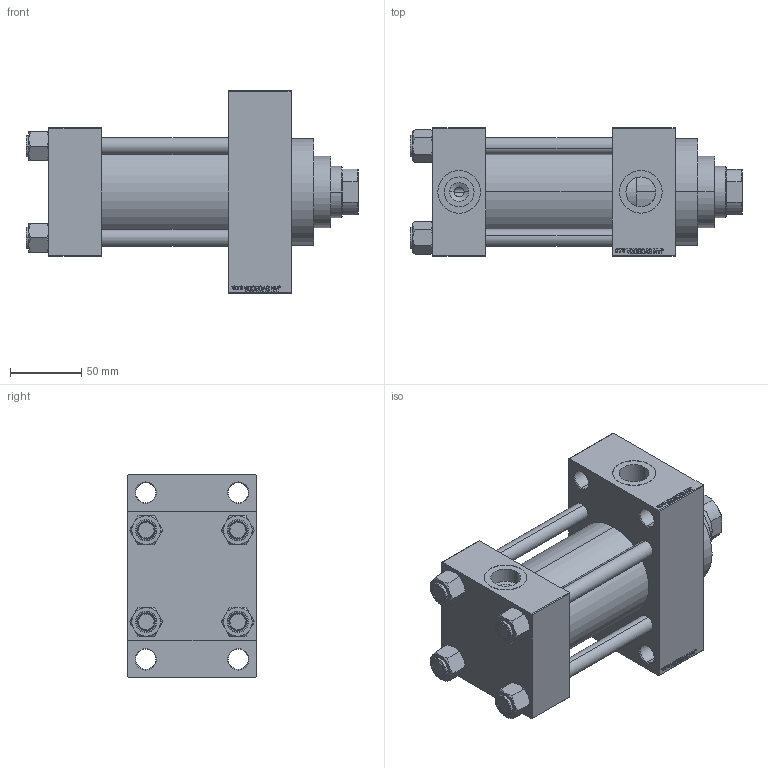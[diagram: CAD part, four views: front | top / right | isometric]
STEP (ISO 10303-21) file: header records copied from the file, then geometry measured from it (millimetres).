
FILE_DESCRIPTION (( 'STEP AP203' ), '1' );
FILE_NAME ('7aab.STEP', '2022-04-15T14:17:39', ( '' ), ( '' ), 'SwSTEP 2.0', 'SolidWorks 2019', '' );
FILE_SCHEMA (( 'CONFIG_CONTROL_DESIGN' ));
Length unit declared in the file: millimetre
Products named in the file (6): V215CR_D_Body 4e7052984c697c28a2c6f5b3609dfaa1; 7aab; V215_VC_A 4e7052984c697c28a2c6f5b3609dfaa1; V215CR_D_TYCINKA 4e7052984c697c28a2c6f5b3609dfaa1; NUT_M5_D 4e7052984c697c28a2c6f5b3609dfaa1; V215CR_VCP_D 4e7052984c697c28a2c6f5b3609dfaa1
Assembly tree (11 placements, depth 2):
  7aab
    V215CR_D_Body 4e7052984c697c28a2c6f5b3609dfaa1
    V215CR_VCP_D 4e7052984c697c28a2c6f5b3609dfaa1
    NUT_M5_D 4e7052984c697c28a2c6f5b3609dfaa1  x4
    V215CR_D_TYCINKA 4e7052984c697c28a2c6f5b3609dfaa1  x4
    V215_VC_A 4e7052984c697c28a2c6f5b3609dfaa1
Bounding box: 233 x 90 x 142 mm (x, y, z)
Volume: 1174073.7 mm3; surface area: 226057.3 mm2
Topology: 11 solids, 11 shells, 1111 faces, 2767 edges, 1791 vertices
Faces by surface type: plane 499, bspline 368, cone 144, cylinder 92, torus 8
Entity records: 47429 total; most frequent: CARTESIAN_POINT 25114, ORIENTED_EDGE 5026, DIRECTION 3233, EDGE_CURVE 2513, VERTEX_POINT 1647, LINE 1509, VECTOR 1509, EDGE_LOOP 1124
